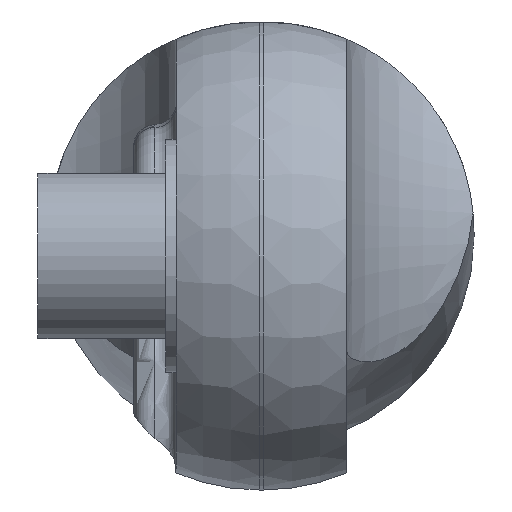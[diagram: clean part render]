
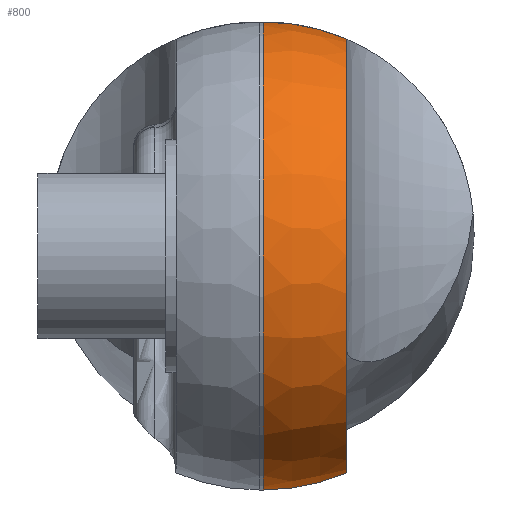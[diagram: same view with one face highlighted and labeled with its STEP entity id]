
A CAD part, left-side view. The second image highlights one B-rep face of the part: STEP entity #800.
In plain terms, the highlighted toroidal (fillet/blend) face has major radius 1.1 mm and minor radius 9.9 mm.
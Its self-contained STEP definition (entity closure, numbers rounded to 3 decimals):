
#68 = DIRECTION ( 'NONE',  ( 0., 0., 1. ) ) ;
#271 = DIRECTION ( 'NONE',  ( 0., 0., 1. ) ) ;
#295 = AXIS2_PLACEMENT_3D ( 'NONE', #2029, #2207, #307 ) ;
#307 = DIRECTION ( 'NONE',  ( 0., 0., -1. ) ) ;
#367 = CIRCLE ( 'NONE', #2043, 9.9 ) ;
#381 = EDGE_CURVE ( 'NONE', #697, #1162, #1969, .T. ) ;
#393 = ORIENTED_EDGE ( 'NONE', *, *, #381, .T. ) ;
#440 = DIRECTION ( 'NONE',  ( 0., 0., 1. ) ) ;
#444 = AXIS2_PLACEMENT_3D ( 'NONE', #1456, #1133, #68 ) ;
#661 = DIRECTION ( 'NONE',  ( 0., -1., 0. ) ) ;
#697 = VERTEX_POINT ( 'NONE', #1233 ) ;
#718 = ORIENTED_EDGE ( 'NONE', *, *, #1341, .T. ) ;
#744 = EDGE_CURVE ( 'NONE', #1705, #697, #1575, .T. ) ;
#762 = CIRCLE ( 'NONE', #444, 11. ) ;
#800 = ADVANCED_FACE ( 'NONE', ( #2179 ), #1254, .T. ) ;
#1027 = DIRECTION ( 'NONE',  ( 0., 0., 1. ) ) ;
#1058 = CARTESIAN_POINT ( 'NONE',  ( 0., -32., 0. ) ) ;
#1109 = CARTESIAN_POINT ( 'NONE',  ( 0., -32., -10.199 ) ) ;
#1133 = DIRECTION ( 'NONE',  ( 0., -1., 0. ) ) ;
#1162 = VERTEX_POINT ( 'NONE', #1935 ) ;
#1196 = EDGE_LOOP ( 'NONE', ( #718, #1478, #1214, #393 ) ) ;
#1214 = ORIENTED_EDGE ( 'NONE', *, *, #744, .T. ) ;
#1233 = CARTESIAN_POINT ( 'NONE',  ( 0., -32., 10.199 ) ) ;
#1254 = TOROIDAL_SURFACE ( 'NONE', #1754, 1.1, 9.9 ) ;
#1296 = DIRECTION ( 'NONE',  ( 0., 1., 0. ) ) ;
#1341 = EDGE_CURVE ( 'NONE', #1162, #1877, #762, .T. ) ;
#1354 = CARTESIAN_POINT ( 'NONE',  ( 0., -28.1, 0. ) ) ;
#1456 = CARTESIAN_POINT ( 'NONE',  ( 0., -28.1, 0. ) ) ;
#1478 = ORIENTED_EDGE ( 'NONE', *, *, #1708, .T. ) ;
#1575 = CIRCLE ( 'NONE', #1867, 10.199 ) ;
#1705 = VERTEX_POINT ( 'NONE', #1109 ) ;
#1708 = EDGE_CURVE ( 'NONE', #1877, #1705, #367, .T. ) ;
#1754 = AXIS2_PLACEMENT_3D ( 'NONE', #1354, #661, #1027 ) ;
#1867 = AXIS2_PLACEMENT_3D ( 'NONE', #1058, #1296, #440 ) ;
#1877 = VERTEX_POINT ( 'NONE', #1897 ) ;
#1897 = CARTESIAN_POINT ( 'NONE',  ( 0., -28.1, -11. ) ) ;
#1932 = CARTESIAN_POINT ( 'NONE',  ( 0., -28.1, -1.1 ) ) ;
#1935 = CARTESIAN_POINT ( 'NONE',  ( 0., -28.1, 11. ) ) ;
#1969 = CIRCLE ( 'NONE', #295, 9.9 ) ;
#2029 = CARTESIAN_POINT ( 'NONE',  ( 0., -28.1, 1.1 ) ) ;
#2043 = AXIS2_PLACEMENT_3D ( 'NONE', #1932, #2105, #271 ) ;
#2105 = DIRECTION ( 'NONE',  ( -1., 0., 0. ) ) ;
#2179 = FACE_OUTER_BOUND ( 'NONE', #1196, .T. ) ;
#2207 = DIRECTION ( 'NONE',  ( -1., 0., 0. ) ) ;
